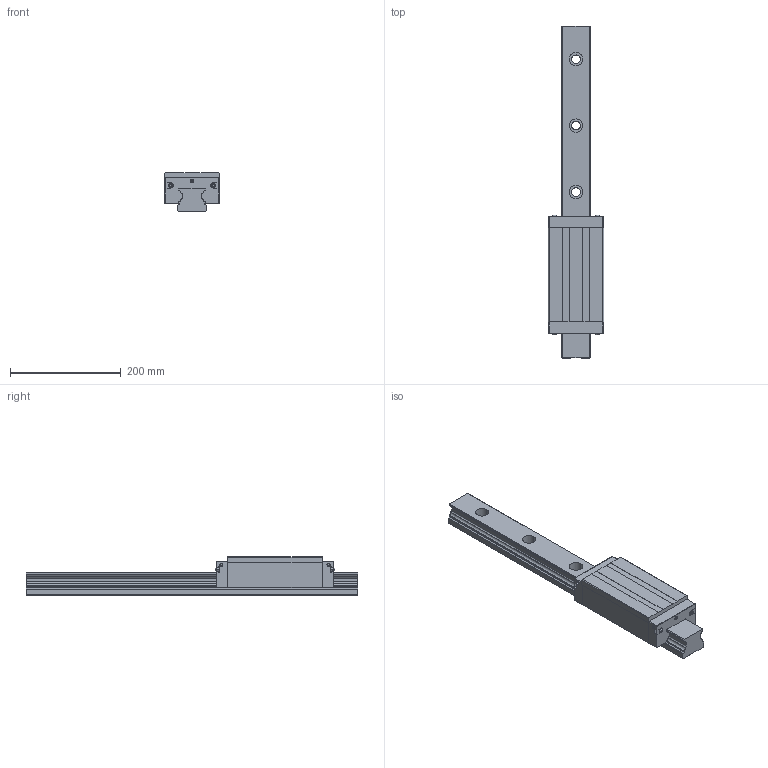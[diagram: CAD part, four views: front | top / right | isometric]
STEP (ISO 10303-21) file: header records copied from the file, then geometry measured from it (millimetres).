
FILE_DESCRIPTION(('STEP AP214'),'1');
FILE_NAME('kuve55-b-sl-w1-v1-g2_600-60_60.stp','2024-09-27T12:37:16',('TraceParts'),('TraceParts S.A.'),'Spatial InterOp 3D',' ',' ');
FILE_SCHEMA(('AUTOMOTIVE_DESIGN { 1 0 10303 214 1 1 1 1 }'));
Length unit declared in the file: millimetre
Products named in the file (1): kuve55-b-sl-w1-v1-g2_600-60_60_1
Bounding box: 100 x 600 x 70 mm (x, y, z)
Volume: 1949779.7 mm3; surface area: 258560.1 mm2
Topology: 10 solids, 15 shells, 690 faces, 1754 edges, 1128 vertices
Faces by surface type: plane 286, cylinder 260, cone 120, torus 24
Entity records: 26480 total; most frequent: DIRECTION 3806, CARTESIAN_POINT 3758, ORIENTED_EDGE 3476, EDGE_CURVE 1738, AXIS2_PLACEMENT_3D 1416, VERTEX_POINT 1128, LINE 974, VECTOR 974
